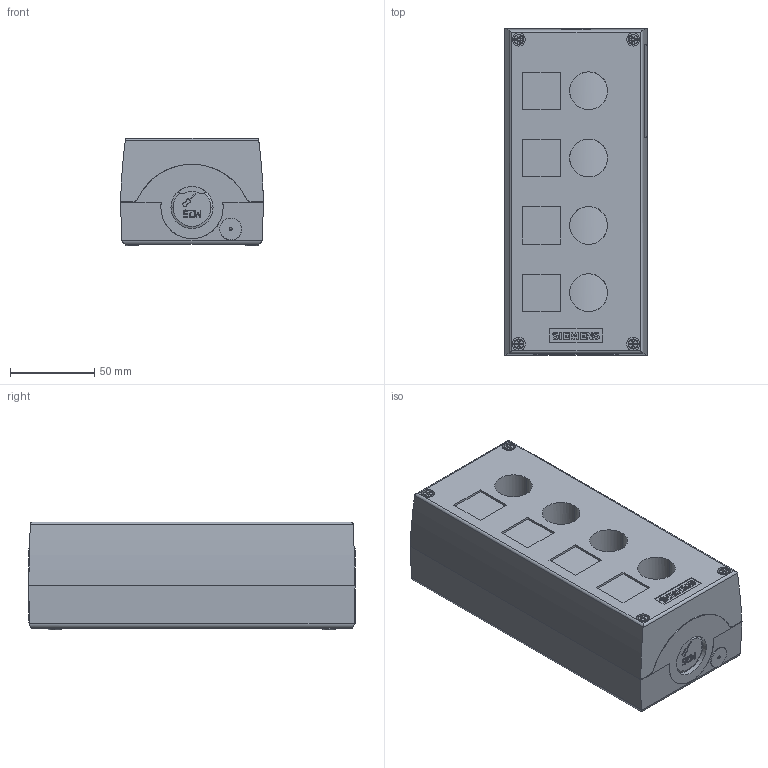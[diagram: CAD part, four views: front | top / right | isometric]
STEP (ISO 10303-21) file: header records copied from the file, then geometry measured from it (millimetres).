
FILE_DESCRIPTION(('STEP AP214'),'1');
FILE_NAME('cctmp_62A17F2F-7E01-429D-A536-27E53C482908_2023_07_21_16_50_12_0789..stp','2023-07-21T14:50:13',('SIEMENS A&D'),('CADClick - www.CADClick.com'),'Spatial InterOp 3D postprocessed',' ','unknown authorization');
FILE_SCHEMA(('AUTOMOTIVE_DESIGN'));
Length unit declared in the file: millimetre
Products named in the file (1): 2023_07_21_16_50_12_0752
Bounding box: 85.04 x 194.2 x 64 mm (x, y, z)
Volume: 883945.3 mm3; surface area: 95399.7 mm2
Topology: 1 solids, 2 shells, 1094 faces, 3004 edges, 1997 vertices
Faces by surface type: plane 794, cylinder 212, bspline 48, cone 30, torus 8, sphere 2
Entity records: 58828 total; most frequent: CARTESIAN_POINT 7670, STYLED_ITEM 6094, PRESENTATION_STYLE_ASSIGNMENT 6094, ORIENTED_EDGE 6004, DIRECTION 5406, EDGE_CURVE 3002, CURVE_STYLE 3002, DRAUGHTING_PRE_DEFINED_CURVE_FONT 3002
